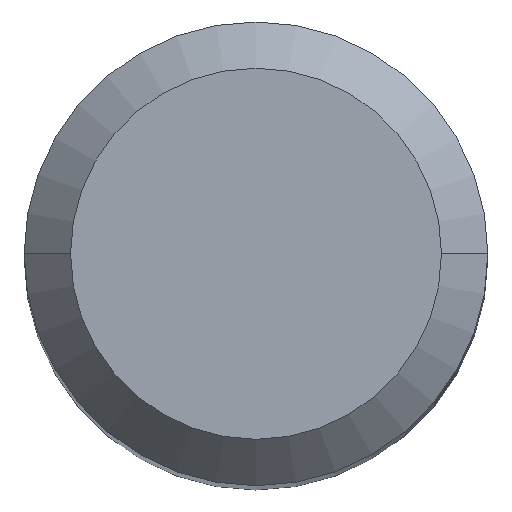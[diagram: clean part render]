
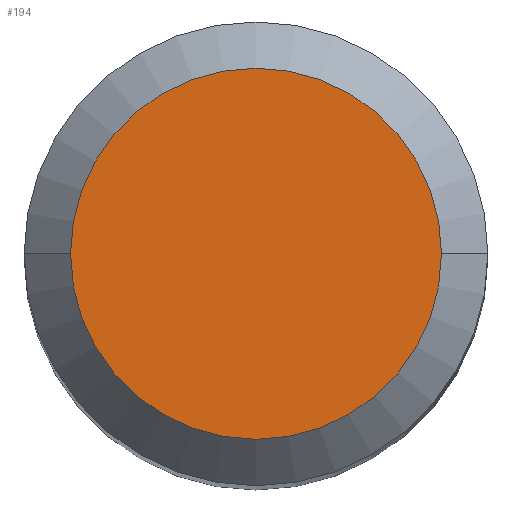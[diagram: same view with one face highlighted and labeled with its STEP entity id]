
A CAD part, top view. The second image highlights one B-rep face of the part: STEP entity #194.
In plain terms, the highlighted planar face has unit normal (0, 0, 1).
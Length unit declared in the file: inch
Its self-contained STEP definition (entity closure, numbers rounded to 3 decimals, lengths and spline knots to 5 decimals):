
#10 = CIRCLE ( 'NONE', #480, 0.126 ) ;
#29 = DIRECTION ( 'NONE',  ( 1., 0., 0. ) ) ;
#51 = EDGE_CURVE ( 'NONE', #317, #471, #10, .T. ) ;
#52 = ORIENTED_EDGE ( 'NONE', *, *, #51, .T. ) ;
#54 = CARTESIAN_POINT ( 'NONE',  ( 0., 0., 0. ) ) ;
#65 = DIRECTION ( 'NONE',  ( 1., 0., 0. ) ) ;
#83 = CARTESIAN_POINT ( 'NONE',  ( 0., 0., 0. ) ) ;
#96 = AXIS2_PLACEMENT_3D ( 'NONE', #54, #258, #65 ) ;
#109 = FACE_OUTER_BOUND ( 'NONE', #394, .T. ) ;
#130 = AXIS2_PLACEMENT_3D ( 'NONE', #287, #179, #329 ) ;
#149 = DIRECTION ( 'NONE',  ( 0., 0., 1. ) ) ;
#179 = DIRECTION ( 'NONE',  ( 0., 0., -1. ) ) ;
#194 = ADVANCED_FACE ( 'NONE', ( #109 ), #465, .F. ) ;
#195 = CARTESIAN_POINT ( 'NONE',  ( -0.126, 0., 0. ) ) ;
#232 = ORIENTED_EDGE ( 'NONE', *, *, #243, .T. ) ;
#243 = EDGE_CURVE ( 'NONE', #471, #317, #416, .T. ) ;
#258 = DIRECTION ( 'NONE',  ( 0., 0., 1. ) ) ;
#287 = CARTESIAN_POINT ( 'NONE',  ( 0., 0., 0. ) ) ;
#317 = VERTEX_POINT ( 'NONE', #195 ) ;
#329 = DIRECTION ( 'NONE',  ( -1., 0., 0. ) ) ;
#394 = EDGE_LOOP ( 'NONE', ( #52, #232 ) ) ;
#416 = CIRCLE ( 'NONE', #96, 0.126 ) ;
#435 = CARTESIAN_POINT ( 'NONE',  ( 0.126, 0., 0. ) ) ;
#465 = PLANE ( 'NONE',  #130 ) ;
#471 = VERTEX_POINT ( 'NONE', #435 ) ;
#480 = AXIS2_PLACEMENT_3D ( 'NONE', #83, #149, #29 ) ;
